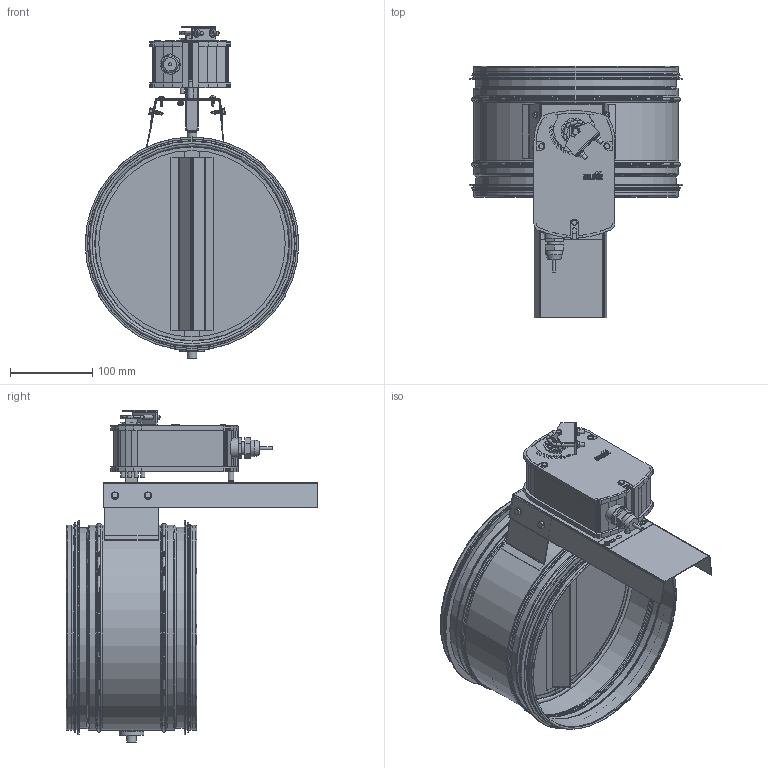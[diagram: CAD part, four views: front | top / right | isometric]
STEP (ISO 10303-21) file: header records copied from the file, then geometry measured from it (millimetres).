
FILE_DESCRIPTION((''),'2;1');
FILE_NAME('HISC-EFB_LF230-250.stp','2014-06-23T07:45:45',(''),(''),'Autodesk Inventor 2013','Autodesk Inventor 2013','');
FILE_SCHEMA(('AUTOMOTIVE_DESIGN { 1 2 10303 214 0 1 1 1 }'));
Length unit declared in the file: millimetre
Products named in the file (28): HISC-EFB_LF230-250; HISochHISC_Rör-07; 999007; Spjällhylla_HISC-E-HIS-E-250; SpjällaxelKort; BlindnitmutterM5; Cellgummi; Starlock; 116018; Borrskruv_4,2x13; SpjällaxelKort_250-315; Cellgummi_1; Stödprofil-210; Spjällaxel-120; HMH-250-L260; 999317; 90242___8_13-mattssons; LF230A; LM230A-1; LM230A-2; LM230A-3; LM230A-4; LM230A-5; LM230A-6; LM230A-7; FästeSpjällmotorSF-Små; 90232___6_10-mattssons; G-list-250
Assembly tree (36 placements, depth 3):
  HISC-EFB_LF230-250
    HISochHISC_Rör-07
    999007  x2
    Spjällhylla_HISC-E-HIS-E-250
    SpjällaxelKort
    BlindnitmutterM5
    Cellgummi
    Starlock  x2
    116018
    Borrskruv_4,2x13  x4
    SpjällaxelKort_250-315
    Cellgummi_1
    Stödprofil-210
    Spjällaxel-120
    HMH-250-L260
    999317
    90242___8_13-mattssons  x4
    LF230A
      LM230A-1
      LM230A-2
      LM230A-3
      LM230A-4
      LM230A-5
      LM230A-6
      LM230A-7
    FästeSpjällmotorSF-Små
    90232___6_10-mattssons  x2
    G-list-250
Bounding box: 259.3 x 305 x 402.94 mm (x, y, z)
Volume: 1019050 mm3; surface area: 721036.5 mm2
Topology: 33 solids, 36 shells, 2402 faces, 6070 edges, 3802 vertices
Faces by surface type: plane 1427, cylinder 485, cone 399, torus 57, bspline 28, sphere 6
Full cylindrical faces by diameter (mm): 0.8 x1, 1 x1, 2.656 x12, 3.291 x28, 3.5 x10, 4 x9, 4.2 x24, 4.567 x1, 5 x11, 6 x4, 6.6 x3, 7 x4, 8.8 x4, 10 x4, 11.7 x2, 12 x2, 16 x1, 20 x1, 21 x2, 22 x2, 24 x1, 28 x1, 30 x2, 226.191 x2, 235 x1, 238 x1, 242.5 x1, 242.66 x1, 243.5 x1, 243.66 x1
Entity records: 60089 total; most frequent: CARTESIAN_POINT 13552, ORIENTED_EDGE 9250, DIRECTION 8947, EDGE_CURVE 4625, VECTOR 3587, LINE 3587, VERTEX_POINT 3050, AXIS2_PLACEMENT_3D 2680
